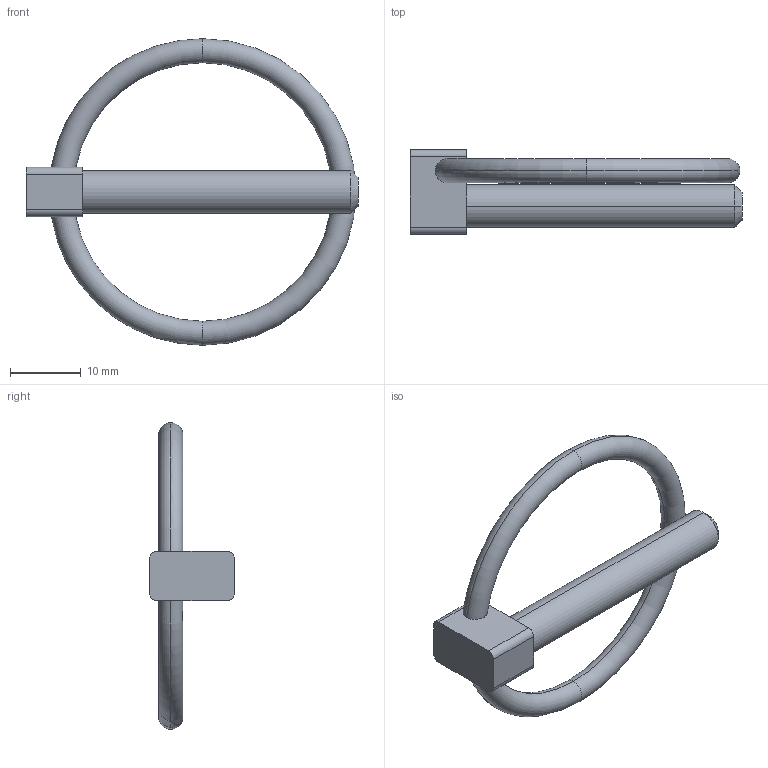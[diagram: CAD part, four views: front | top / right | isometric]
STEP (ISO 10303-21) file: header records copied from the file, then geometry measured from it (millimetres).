
FILE_DESCRIPTION (( 'STEP AP203' ), '1' );
FILE_NAME ('T21000.STEP', '2018-07-16T13:25:29', ( '' ), ( '' ), 'SwSTEP 2.0', 'SolidWorks 2016', '' );
FILE_SCHEMA (( 'CONFIG_CONTROL_DESIGN' ));
Length unit declared in the file: millimetre
Products named in the file (1): T21000
Bounding box: 47 x 12 x 43.4 mm (x, y, z)
Volume: 2836.5 mm3; surface area: 2428 mm2
Topology: 1 solids, 1 shells, 21 faces, 48 edges, 30 vertices
Faces by surface type: plane 7, torus 6, cylinder 6, cone 2
Entity records: 775 total; most frequent: CARTESIAN_POINT 204, DIRECTION 112, ORIENTED_EDGE 96, EDGE_CURVE 48, AXIS2_PLACEMENT_3D 46, VERTEX_POINT 30, CIRCLE 24, EDGE_LOOP 24
